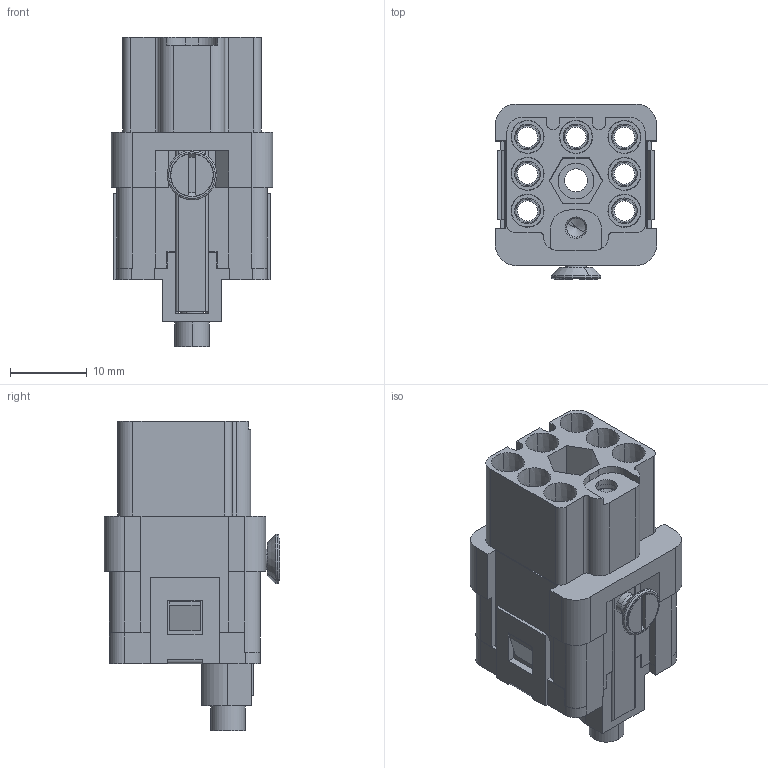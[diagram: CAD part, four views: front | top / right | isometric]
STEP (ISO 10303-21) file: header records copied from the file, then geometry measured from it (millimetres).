
FILE_DESCRIPTION(('CATIA V5 STEP','CAx-IF Rec.Pracs.--- Model Styling and Organization---1.2---2011-12-15'),'2;1');
FILE_NAME ('13426559_3_1003180000_1003180000 HDC HQ 7 FC.stp','2018-08-13T14:58:47+00:00',('none'),('Weidmueller'),'CATIA Version 5-6 Release 2014 SP4 HF52','CATIA V5 STEP AP214','none');
FILE_SCHEMA(('AUTOMOTIVE_DESIGN { 1 0 10303 214 1 1 1 1 }'));
Length unit declared in the file: millimetre
Products named in the file (1): 1003180000
Bounding box: 21 x 22.87 x 40.2 mm (x, y, z)
Volume: 7024.8 mm3; surface area: 10155.5 mm2
Topology: 1 solids, 7 shells, 552 faces, 1407 edges, 899 vertices
Faces by surface type: plane 237, cylinder 178, cone 122, torus 13, sphere 2
Entity records: 15377 total; most frequent: CARTESIAN_POINT 3205, ORIENTED_EDGE 2802, DIRECTION 1904, EDGE_CURVE 1401, VERTEX_POINT 899, AXIS2_PLACEMENT_3D 850, VECTOR 752, LINE 752
